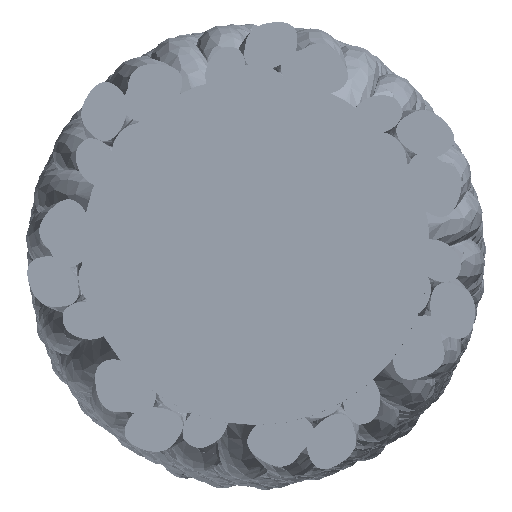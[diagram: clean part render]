
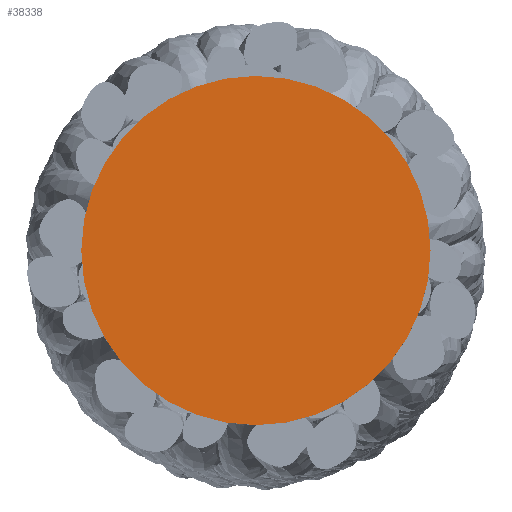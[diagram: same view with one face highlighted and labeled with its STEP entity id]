
A CAD part, top view. The second image highlights one B-rep face of the part: STEP entity #38338.
In plain terms, the highlighted planar face has unit normal (0, 0, 1).
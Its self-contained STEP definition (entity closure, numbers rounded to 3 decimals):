
#9084 = EDGE_CURVE ( 'NONE', #14947, #14947, #43324, .T. ) ;
#10672 = DIRECTION ( 'NONE',  ( 0., 0., 1. ) ) ;
#12177 = DIRECTION ( 'NONE',  ( 1., 0., 0. ) ) ;
#14947 = VERTEX_POINT ( 'NONE', #25157 ) ;
#25157 = CARTESIAN_POINT ( 'NONE',  ( 3., 0., 1. ) ) ;
#26244 = AXIS2_PLACEMENT_3D ( 'NONE', #39249, #56842, #12177 ) ;
#28523 = ORIENTED_EDGE ( 'NONE', *, *, #9084, .T. ) ;
#28595 = PLANE ( 'NONE',  #41706 ) ;
#30353 = FACE_OUTER_BOUND ( 'NONE', #48552, .T. ) ;
#32900 = DIRECTION ( 'NONE',  ( 1., 0., 0. ) ) ;
#38338 = ADVANCED_FACE ( 'NONE', ( #30353 ), #28595, .T. ) ;
#39249 = CARTESIAN_POINT ( 'NONE',  ( 0., 0., 1. ) ) ;
#41706 = AXIS2_PLACEMENT_3D ( 'NONE', #42245, #10672, #32900 ) ;
#42245 = CARTESIAN_POINT ( 'NONE',  ( 0., 0., 1. ) ) ;
#43324 = CIRCLE ( 'NONE', #26244, 3. ) ;
#48552 = EDGE_LOOP ( 'NONE', ( #28523 ) ) ;
#56842 = DIRECTION ( 'NONE',  ( 0., 0., 1. ) ) ;
